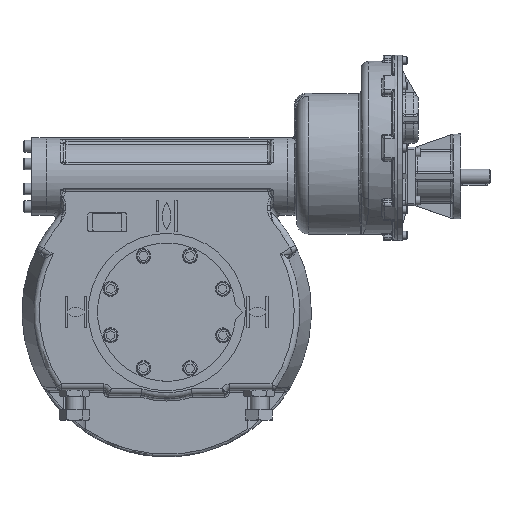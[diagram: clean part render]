
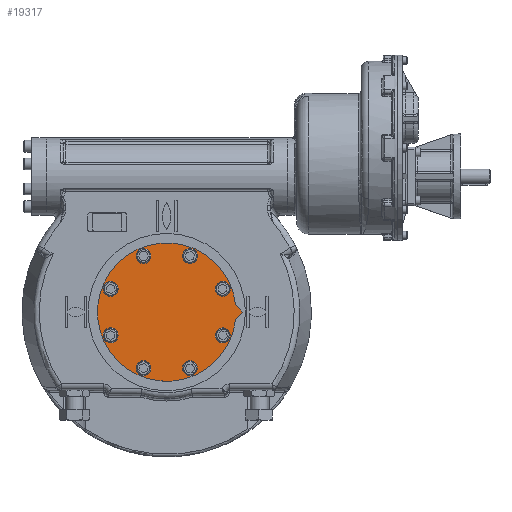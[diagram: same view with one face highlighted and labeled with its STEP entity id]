
A CAD part, top view. The second image highlights one B-rep face of the part: STEP entity #19317.
In plain terms, the highlighted planar face has unit normal (0, 0, 1).
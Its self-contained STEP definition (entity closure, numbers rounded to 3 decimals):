
#1251=LINE('',#52113,#2437);
#1254=LINE('',#52119,#2440);
#2437=VECTOR('',#27894,1000.);
#2440=VECTOR('',#27899,1000.);
#3875=CIRCLE('',#22797,142.5);
#3884=CIRCLE('',#22808,10.5);
#3885=CIRCLE('',#22809,10.5);
#3886=CIRCLE('',#22810,10.5);
#3887=CIRCLE('',#22811,10.5);
#3888=CIRCLE('',#22812,10.5);
#3889=CIRCLE('',#22813,10.5);
#3890=CIRCLE('',#22814,10.5);
#3891=CIRCLE('',#22815,10.5);
#9090=ORIENTED_EDGE('',*,*,#12036,.T.);
#9091=ORIENTED_EDGE('',*,*,#12037,.T.);
#9092=ORIENTED_EDGE('',*,*,#12038,.T.);
#9093=ORIENTED_EDGE('',*,*,#12039,.T.);
#9094=ORIENTED_EDGE('',*,*,#12040,.T.);
#9095=ORIENTED_EDGE('',*,*,#12041,.T.);
#9096=ORIENTED_EDGE('',*,*,#12042,.T.);
#9097=ORIENTED_EDGE('',*,*,#12043,.T.);
#9098=ORIENTED_EDGE('',*,*,#12021,.F.);
#9099=ORIENTED_EDGE('',*,*,#12027,.F.);
#9100=ORIENTED_EDGE('',*,*,#12024,.F.);
#12021=EDGE_CURVE('',#13957,#13958,#1251,.T.);
#12024=EDGE_CURVE('',#13958,#13960,#1254,.T.);
#12027=EDGE_CURVE('',#13960,#13957,#3875,.T.);
#12036=EDGE_CURVE('',#13969,#13969,#3884,.T.);
#12037=EDGE_CURVE('',#13970,#13970,#3885,.T.);
#12038=EDGE_CURVE('',#13971,#13971,#3886,.T.);
#12039=EDGE_CURVE('',#13972,#13972,#3887,.T.);
#12040=EDGE_CURVE('',#13973,#13973,#3888,.T.);
#12041=EDGE_CURVE('',#13974,#13974,#3889,.T.);
#12042=EDGE_CURVE('',#13975,#13975,#3890,.T.);
#12043=EDGE_CURVE('',#13976,#13976,#3891,.T.);
#13957=VERTEX_POINT('',#52112);
#13958=VERTEX_POINT('',#52114);
#13960=VERTEX_POINT('',#52120);
#13969=VERTEX_POINT('',#52144);
#13970=VERTEX_POINT('',#52146);
#13971=VERTEX_POINT('',#52148);
#13972=VERTEX_POINT('',#52150);
#13973=VERTEX_POINT('',#52152);
#13974=VERTEX_POINT('',#52154);
#13975=VERTEX_POINT('',#52156);
#13976=VERTEX_POINT('',#52158);
#16144=EDGE_LOOP('',(#9090));
#16145=EDGE_LOOP('',(#9091));
#16146=EDGE_LOOP('',(#9092));
#16147=EDGE_LOOP('',(#9093));
#16148=EDGE_LOOP('',(#9094));
#16149=EDGE_LOOP('',(#9095));
#16150=EDGE_LOOP('',(#9096));
#16151=EDGE_LOOP('',(#9097));
#16152=EDGE_LOOP('',(#9098,#9099,#9100));
#17603=FACE_BOUND('',#16144,.T.);
#17604=FACE_BOUND('',#16145,.T.);
#17605=FACE_BOUND('',#16146,.T.);
#17606=FACE_BOUND('',#16147,.T.);
#17607=FACE_BOUND('',#16148,.T.);
#17608=FACE_BOUND('',#16149,.T.);
#17609=FACE_BOUND('',#16150,.T.);
#17610=FACE_BOUND('',#16151,.T.);
#17611=FACE_BOUND('',#16152,.T.);
#18157=PLANE('',#22807);
#19317=ADVANCED_FACE('',(#17603,#17604,#17605,#17606,#17607,#17608,#17609,
#17610,#17611),#18157,.F.);
#22797=AXIS2_PLACEMENT_3D('',#52124,#27905,#27906);
#22807=AXIS2_PLACEMENT_3D('',#52142,#27925,#27926);
#22808=AXIS2_PLACEMENT_3D('',#52143,#27927,#27928);
#22809=AXIS2_PLACEMENT_3D('',#52145,#27929,#27930);
#22810=AXIS2_PLACEMENT_3D('',#52147,#27931,#27932);
#22811=AXIS2_PLACEMENT_3D('',#52149,#27933,#27934);
#22812=AXIS2_PLACEMENT_3D('',#52151,#27935,#27936);
#22813=AXIS2_PLACEMENT_3D('',#52153,#27937,#27938);
#22814=AXIS2_PLACEMENT_3D('',#52155,#27939,#27940);
#22815=AXIS2_PLACEMENT_3D('',#52157,#27941,#27942);
#27894=DIRECTION('',(0.707,-0.707,0.));
#27899=DIRECTION('',(-0.707,-0.707,0.));
#27905=DIRECTION('',(0.,0.,-1.));
#27906=DIRECTION('',(1.,0.,0.));
#27925=DIRECTION('',(0.,0.,-1.));
#27926=DIRECTION('',(1.,0.,0.));
#27927=DIRECTION('',(0.,0.,-1.));
#27928=DIRECTION('',(0.707,0.707,0.));
#27929=DIRECTION('',(0.,0.,-1.));
#27930=DIRECTION('',(0.,1.,0.));
#27931=DIRECTION('',(0.,0.,-1.));
#27932=DIRECTION('',(-0.707,0.707,0.));
#27933=DIRECTION('',(0.,0.,-1.));
#27934=DIRECTION('',(-1.,0.,0.));
#27935=DIRECTION('',(0.,0.,-1.));
#27936=DIRECTION('',(-0.707,-0.707,0.));
#27937=DIRECTION('',(0.,0.,-1.));
#27938=DIRECTION('',(0.,-1.,0.));
#27939=DIRECTION('',(0.,0.,-1.));
#27940=DIRECTION('',(0.707,-0.707,0.));
#27941=DIRECTION('',(0.,0.,-1.));
#27942=DIRECTION('',(1.,0.,0.));
#52112=CARTESIAN_POINT('',(141.673,15.327,78.));
#52113=CARTESIAN_POINT('',(157.,0.,78.));
#52114=CARTESIAN_POINT('',(157.,0.,78.));
#52119=CARTESIAN_POINT('',(157.,0.,78.));
#52120=CARTESIAN_POINT('',(141.673,-15.327,78.));
#52124=CARTESIAN_POINT('',(0.,0.,78.));
#52142=CARTESIAN_POINT('',(0.,0.,78.));
#52143=CARTESIAN_POINT('',(47.835,115.485,78.));
#52144=CARTESIAN_POINT('',(55.26,122.91,78.));
#52145=CARTESIAN_POINT('',(-47.835,115.485,78.));
#52146=CARTESIAN_POINT('',(-47.835,125.985,78.));
#52147=CARTESIAN_POINT('',(-115.485,47.835,78.));
#52148=CARTESIAN_POINT('',(-122.91,55.26,78.));
#52149=CARTESIAN_POINT('',(-115.485,-47.835,78.));
#52150=CARTESIAN_POINT('',(-125.985,-47.835,78.));
#52151=CARTESIAN_POINT('',(-47.835,-115.485,78.));
#52152=CARTESIAN_POINT('',(-55.26,-122.91,78.));
#52153=CARTESIAN_POINT('',(47.835,-115.485,78.));
#52154=CARTESIAN_POINT('',(47.835,-125.985,78.));
#52155=CARTESIAN_POINT('',(115.485,-47.835,78.));
#52156=CARTESIAN_POINT('',(122.91,-55.26,78.));
#52157=CARTESIAN_POINT('',(115.485,47.835,78.));
#52158=CARTESIAN_POINT('',(125.985,47.835,78.));
